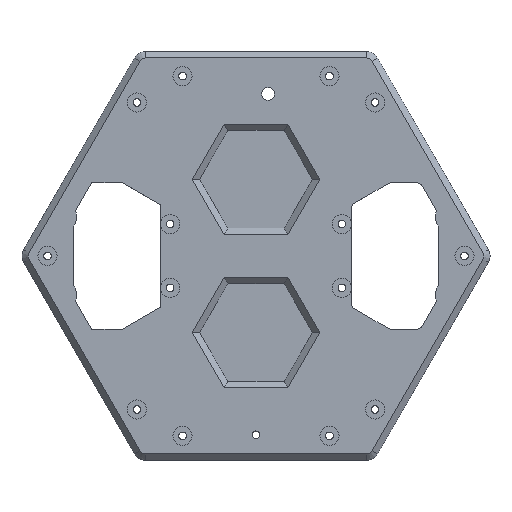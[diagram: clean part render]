
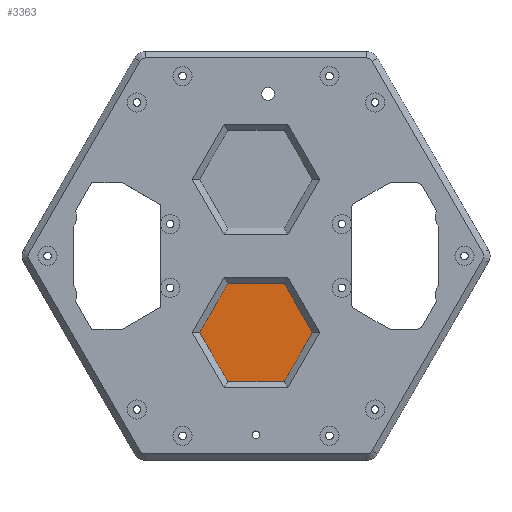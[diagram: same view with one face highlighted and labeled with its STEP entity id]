
A CAD part, top view. The second image highlights one B-rep face of the part: STEP entity #3363.
In plain terms, the highlighted planar face has unit normal (0, 0, 1).
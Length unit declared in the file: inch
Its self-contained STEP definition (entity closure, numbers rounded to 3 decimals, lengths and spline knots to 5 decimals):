
#418=FACE_OUTER_BOUND('',#632,.T.);
#632=EDGE_LOOP('',(#2414,#2415,#2416,#2417,#2418,#2419));
#904=LINE('',#5267,#1192);
#907=LINE('',#5272,#1195);
#909=LINE('',#5276,#1197);
#911=LINE('',#5280,#1199);
#913=LINE('',#5284,#1201);
#915=LINE('',#5287,#1203);
#1192=VECTOR('',#4139,0.3937);
#1195=VECTOR('',#4144,0.3937);
#1197=VECTOR('',#4148,0.3937);
#1199=VECTOR('',#4152,0.3937);
#1201=VECTOR('',#4156,0.3937);
#1203=VECTOR('',#4160,0.3937);
#1496=VERTEX_POINT('',#5265);
#1497=VERTEX_POINT('',#5266);
#1498=VERTEX_POINT('',#5271);
#1499=VERTEX_POINT('',#5275);
#1500=VERTEX_POINT('',#5279);
#1501=VERTEX_POINT('',#5283);
#1836=EDGE_CURVE('',#1496,#1497,#904,.T.);
#1839=EDGE_CURVE('',#1497,#1498,#907,.T.);
#1841=EDGE_CURVE('',#1498,#1499,#909,.T.);
#1843=EDGE_CURVE('',#1499,#1500,#911,.T.);
#1845=EDGE_CURVE('',#1500,#1501,#913,.T.);
#1847=EDGE_CURVE('',#1501,#1496,#915,.T.);
#2414=ORIENTED_EDGE('',*,*,#1836,.F.);
#2415=ORIENTED_EDGE('',*,*,#1847,.F.);
#2416=ORIENTED_EDGE('',*,*,#1845,.F.);
#2417=ORIENTED_EDGE('',*,*,#1843,.F.);
#2418=ORIENTED_EDGE('',*,*,#1841,.F.);
#2419=ORIENTED_EDGE('',*,*,#1839,.F.);
#3274=PLANE('',#3603);
#3363=ADVANCED_FACE('',(#418),#3274,.F.);
#3603=AXIS2_PLACEMENT_3D('',#5288,#4161,#4162);
#4139=DIRECTION('',(-1.,0.,0.));
#4144=DIRECTION('',(-0.5,0.866,0.));
#4148=DIRECTION('',(0.5,0.866,0.));
#4152=DIRECTION('',(1.,0.,0.));
#4156=DIRECTION('',(0.5,-0.866,0.));
#4160=DIRECTION('',(-0.5,-0.866,0.));
#4161=DIRECTION('center_axis',(0.,0.,-1.));
#4162=DIRECTION('ref_axis',(-1.,0.,0.));
#5265=CARTESIAN_POINT('',(0.55283,-2.45753,1.25295));
#5266=CARTESIAN_POINT('',(-0.55283,-2.45753,1.25295));
#5267=CARTESIAN_POINT('',(0.3125,-2.45753,1.25295));
#5271=CARTESIAN_POINT('',(-1.10566,-1.5,1.25295));
#5272=CARTESIAN_POINT('',(-0.673,-2.2494,1.25295));
#5275=CARTESIAN_POINT('',(-0.55283,-0.54247,1.25295));
#5276=CARTESIAN_POINT('',(-0.9855,-1.29187,1.25295));
#5279=CARTESIAN_POINT('',(0.55283,-0.54247,1.25295));
#5280=CARTESIAN_POINT('',(-0.3125,-0.54247,1.25295));
#5283=CARTESIAN_POINT('',(1.10566,-1.5,1.25295));
#5284=CARTESIAN_POINT('',(0.673,-0.7506,1.25295));
#5287=CARTESIAN_POINT('',(0.9855,-1.70813,1.25295));
#5288=CARTESIAN_POINT('Origin',(0.,-1.5,1.25295));
